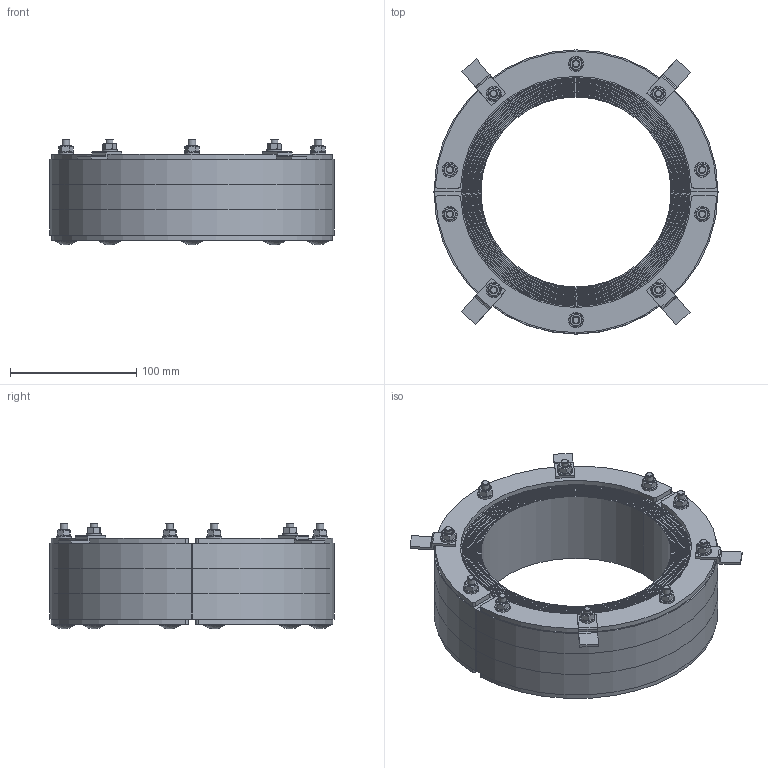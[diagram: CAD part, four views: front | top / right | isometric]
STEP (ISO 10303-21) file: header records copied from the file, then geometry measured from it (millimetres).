
FILE_DESCRIPTION((''),'2;1');
FILE_NAME('RS225 WOC.stp','2014-11-10T08:18:17',('se-emikul'),(''),'Autodesk Inventor 2013','Autodesk Inventor 2013','');
FILE_SCHEMA(('AUTOMOTIVE_DESIGN { 1 0 10303 214 1 1 1 1 }'));
Length unit declared in the file: millimetre
Products named in the file (1): Part10
Bounding box: 225 x 225 x 83.79 mm (x, y, z)
Volume: 1433762.3 mm3; surface area: 1475582.7 mm2
Topology: 82 solids, 82 shells, 918 faces, 2142 edges, 1408 vertices
Faces by surface type: plane 522, cylinder 326, cone 60, sphere 10
Full cylindrical faces by diameter (mm): 4.917 x10, 6 x50, 6.2 x4, 6.4 x10, 12 x10, 16.55 x10
Entity records: 26446 total; most frequent: CARTESIAN_POINT 4455, DIRECTION 4398, ORIENTED_EDGE 3876, EDGE_CURVE 1938, AXIS2_PLACEMENT_3D 1661, VERTEX_POINT 1358, EDGE_LOOP 1240, VECTOR 1076
